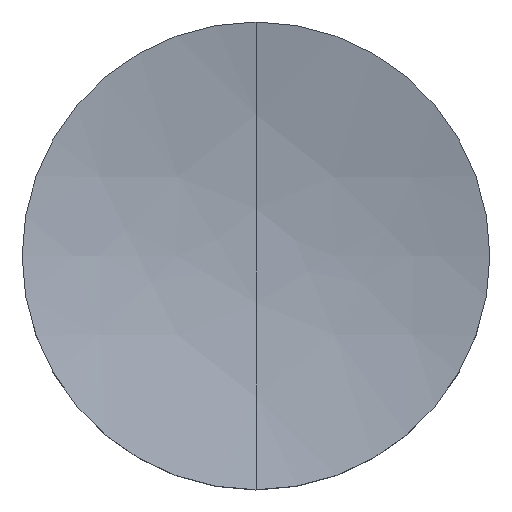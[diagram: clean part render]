
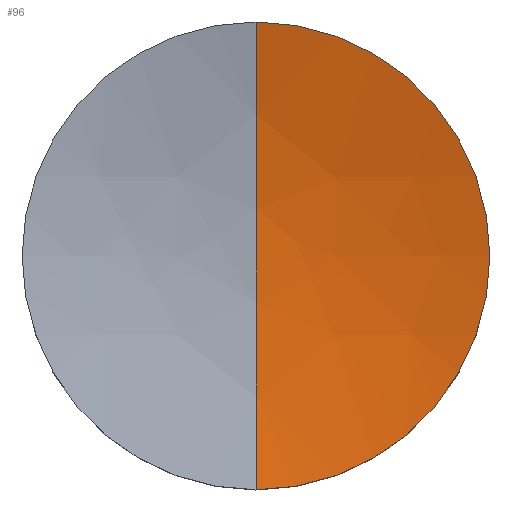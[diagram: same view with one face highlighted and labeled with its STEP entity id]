
A CAD part, top view. The second image highlights one B-rep face of the part: STEP entity #96.
In plain terms, the highlighted free-form (B-spline) face has degree [3, 3] with [4, 4] control points.
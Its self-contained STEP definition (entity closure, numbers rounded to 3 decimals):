
#6 = CARTESIAN_POINT ( 'NONE',  ( 0., 4.371, 3.858 ) ) ;
#7 = EDGE_LOOP ( 'NONE', ( #120, #70, #32 ) ) ;
#9 = CARTESIAN_POINT ( 'NONE',  ( 8.68, 4.371, 4.391 ) ) ;
#16 = FACE_OUTER_BOUND ( 'NONE', #7, .T. ) ;
#30 = EDGE_CURVE ( 'NONE', #78, #236, #267, .T. ) ;
#32 = ORIENTED_EDGE ( 'NONE', *, *, #30, .F. ) ;
#38 = CARTESIAN_POINT ( 'NONE',  ( 4.181, -12.849, 5.993 ) ) ;
#40 = CARTESIAN_POINT ( 'NONE',  ( 0., 0., 5.956 ) ) ;
#58 = DIRECTION ( 'NONE',  ( 1., 0., 0. ) ) ;
#61 = CARTESIAN_POINT ( 'NONE',  ( 12.388, 12.849, 7.52 ) ) ;
#62 = CARTESIAN_POINT ( 'NONE',  ( 4.356, 4.371, 3.858 ) ) ;
#63 = CARTESIAN_POINT ( 'NONE',  ( 0., -12.849, 5.993 ) ) ;
#66 = CARTESIAN_POINT ( 'NONE',  ( 0., -12.7, 5.956 ) ) ;
#70 = ORIENTED_EDGE ( 'NONE', *, *, #274, .T. ) ;
#78 = VERTEX_POINT ( 'NONE', #194 ) ;
#87 = CARTESIAN_POINT ( 'NONE',  ( 4.356, -4.371, 3.858 ) ) ;
#89 = AXIS2_PLACEMENT_3D ( 'NONE', #258, #237, #58 ) ;
#96 = ADVANCED_FACE ( 'NONE', ( #16 ), #238, .F. ) ;
#117 = CARTESIAN_POINT ( 'NONE',  ( 12.388, -12.849, 7.52 ) ) ;
#120 = ORIENTED_EDGE ( 'NONE', *, *, #290, .F. ) ;
#134 = AXIS2_PLACEMENT_3D ( 'NONE', #40, #200, #224 ) ;
#137 = CIRCLE ( 'NONE', #230, 52.61 ) ;
#138 = CARTESIAN_POINT ( 'NONE',  ( 0., 12.849, 5.993 ) ) ;
#141 = CARTESIAN_POINT ( 'NONE',  ( 12.906, -4.371, 5.449 ) ) ;
#143 = CARTESIAN_POINT ( 'NONE',  ( 0., -4.371, 3.858 ) ) ;
#144 = DIRECTION ( 'NONE',  ( -1., 0., 0. ) ) ;
#146 = CARTESIAN_POINT ( 'NONE',  ( 0., 12.7, 5.956 ) ) ;
#158 = CARTESIAN_POINT ( 'NONE',  ( 8.68, -4.371, 4.391 ) ) ;
#178 = CARTESIAN_POINT ( 'NONE',  ( 8.331, -12.849, 6.505 ) ) ;
#194 = CARTESIAN_POINT ( 'NONE',  ( 12.7, 0., 5.956 ) ) ;
#198 = CARTESIAN_POINT ( 'NONE',  ( 12.906, 4.371, 5.449 ) ) ;
#200 = DIRECTION ( 'NONE',  ( 0., 0., -1. ) ) ;
#219 = CARTESIAN_POINT ( 'NONE',  ( 4.181, 12.849, 5.993 ) ) ;
#224 = DIRECTION ( 'NONE',  ( 1., 0., 0. ) ) ;
#230 = AXIS2_PLACEMENT_3D ( 'NONE', #264, #144, #283 ) ;
#233 = VERTEX_POINT ( 'NONE', #146 ) ;
#236 = VERTEX_POINT ( 'NONE', #66 ) ;
#237 = DIRECTION ( 'NONE',  ( 0., 0., -1. ) ) ;
#238 =( BOUNDED_SURFACE ( )  B_SPLINE_SURFACE ( 3, 3, ( 
 ( #61, #241, #219, #138 ),
 ( #198, #9, #62, #6 ),
 ( #141, #158, #87, #143 ),
 ( #117, #178, #38, #63 ) ),
 .UNSPECIFIED., .F., .F., .F. ) 
 B_SPLINE_SURFACE_WITH_KNOTS ( ( 4, 4 ),
 ( 4, 4 ),
 ( 0., 1. ),
 ( 0., 1. ),
 .UNSPECIFIED. ) 
 GEOMETRIC_REPRESENTATION_ITEM ( )  RATIONAL_B_SPLINE_SURFACE ( (
 ( 1., 0.995, 0.995, 1.),
 ( 0.98, 0.975, 0.975, 0.98),
 ( 0.98, 0.975, 0.975, 0.98),
 ( 1., 0.995, 0.995, 1.) ) ) 
 REPRESENTATION_ITEM ( '' )  SURFACE ( )  );
#241 = CARTESIAN_POINT ( 'NONE',  ( 8.331, 12.849, 6.505 ) ) ;
#258 = CARTESIAN_POINT ( 'NONE',  ( 0., 0., 5.956 ) ) ;
#264 = CARTESIAN_POINT ( 'NONE',  ( 0., 0., 57.01 ) ) ;
#267 = CIRCLE ( 'NONE', #89, 12.7 ) ;
#274 = EDGE_CURVE ( 'NONE', #233, #236, #137, .T. ) ;
#282 = CIRCLE ( 'NONE', #134, 12.7 ) ;
#283 = DIRECTION ( 'NONE',  ( 0., 1., 0. ) ) ;
#290 = EDGE_CURVE ( 'NONE', #233, #78, #282, .T. ) ;
